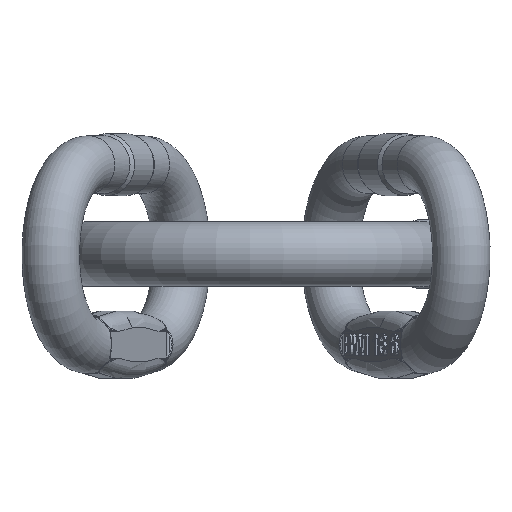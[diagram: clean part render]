
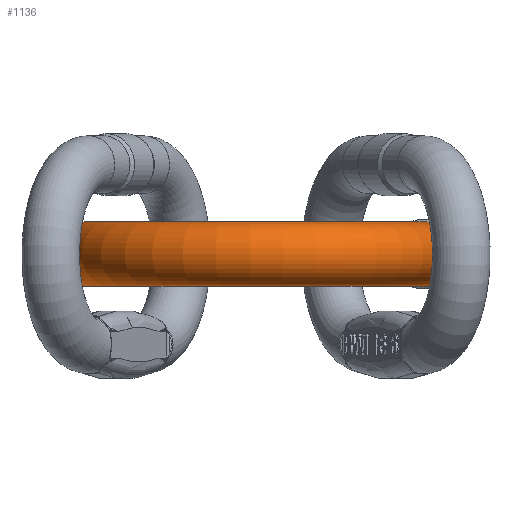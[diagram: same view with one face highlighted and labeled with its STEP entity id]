
A CAD part, front view. The second image highlights one B-rep face of the part: STEP entity #1136.
In plain terms, the highlighted toroidal (fillet/blend) face has major radius 46.5 mm and minor radius 9 mm.
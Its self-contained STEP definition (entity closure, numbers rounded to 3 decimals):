
#305=TOROIDAL_SURFACE('',#7673,46.5,9.);
#1136=ADVANCED_FACE('',(#2269,#2270),#305,.T.);
#1593=CIRCLE('',#7661,9.);
#1595=CIRCLE('',#7667,9.);
#2269=FACE_BOUND('',#2662,.T.);
#2270=FACE_BOUND('',#2663,.T.);
#2662=EDGE_LOOP('',(#4386));
#2663=EDGE_LOOP('',(#4387));
#4386=ORIENTED_EDGE('',*,*,#6356,.T.);
#4387=ORIENTED_EDGE('',*,*,#6374,.F.);
#5420=VERTEX_POINT('',#15679);
#5438=VERTEX_POINT('',#15835);
#6356=EDGE_CURVE('',#5420,#5420,#1593,.T.);
#6374=EDGE_CURVE('',#5438,#5438,#1595,.T.);
#7661=AXIS2_PLACEMENT_3D('',#15678,#8838,#8839);
#7667=AXIS2_PLACEMENT_3D('',#15834,#8854,#8855);
#7673=AXIS2_PLACEMENT_3D('',#15844,#8866,#8867);
#8838=DIRECTION('',(0.,-1.,0.));
#8839=DIRECTION('',(1.,0.,0.));
#8854=DIRECTION('',(0.,1.,0.));
#8855=DIRECTION('',(-1.,0.,0.));
#8866=DIRECTION('',(0.,0.,1.));
#8867=DIRECTION('',(1.,0.,0.));
#15678=CARTESIAN_POINT('',(-46.5,-30.,0.));
#15679=CARTESIAN_POINT('',(-37.5,-30.,0.));
#15834=CARTESIAN_POINT('',(46.5,-30.,0.));
#15835=CARTESIAN_POINT('',(37.5,-30.,0.));
#15844=CARTESIAN_POINT('',(0.,-30.,0.));
